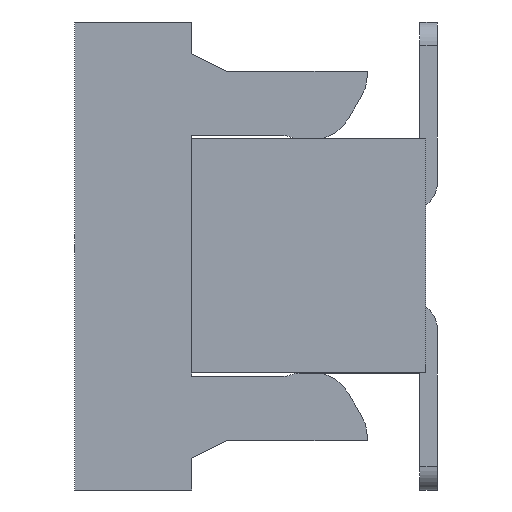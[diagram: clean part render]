
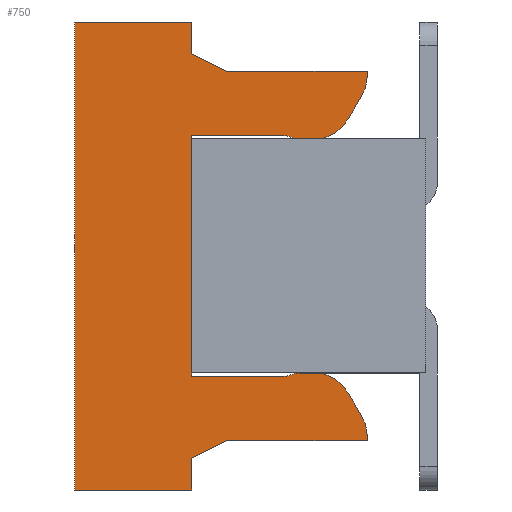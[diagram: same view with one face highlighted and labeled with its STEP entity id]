
A CAD part, left-side view. The second image highlights one B-rep face of the part: STEP entity #750.
In plain terms, the highlighted planar face has unit normal (-1, 0, 0).
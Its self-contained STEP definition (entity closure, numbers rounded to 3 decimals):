
#35=CARTESIAN_POINT('',(22.8,2.,-3.));
#36=VERTEX_POINT('',#35);
#37=CARTESIAN_POINT('',(22.8,3.,-3.));
#38=VERTEX_POINT('',#37);
#39=CARTESIAN_POINT('',(22.8,2.,-3.));
#40=DIRECTION('',(0.,1.,0.));
#41=VECTOR('',#40,1.);
#42=LINE('',#39,#41);
#43=EDGE_CURVE('',#36,#38,#42,.T.);
#83=CARTESIAN_POINT('',(22.8,2.,-2.73));
#84=VERTEX_POINT('',#83);
#91=CARTESIAN_POINT('',(22.8,2.,-2.73));
#92=DIRECTION('',(0.,0.,-1.));
#93=VECTOR('',#92,0.27);
#94=LINE('',#91,#93);
#95=EDGE_CURVE('',#84,#36,#94,.T.);
#106=CARTESIAN_POINT('',(22.8,0.5,-2.58));
#107=VERTEX_POINT('',#106);
#124=CARTESIAN_POINT('',(22.8,0.5,-2.531));
#125=VERTEX_POINT('',#124);
#132=CARTESIAN_POINT('',(22.8,0.5,-2.58));
#133=DIRECTION('',(0.,0.,1.));
#134=VECTOR('',#133,0.049);
#135=LINE('',#132,#134);
#136=EDGE_CURVE('',#107,#125,#135,.T.);
#146=CARTESIAN_POINT('',(22.8,0.5,0.531));
#147=VERTEX_POINT('',#146);
#164=CARTESIAN_POINT('',(22.8,0.5,0.58));
#165=VERTEX_POINT('',#164);
#172=CARTESIAN_POINT('',(22.8,0.5,0.531));
#173=DIRECTION('',(0.,0.,1.));
#174=VECTOR('',#173,0.049);
#175=LINE('',#172,#174);
#176=EDGE_CURVE('',#147,#165,#175,.T.);
#196=CARTESIAN_POINT('',(22.8,0.54,-2.381));
#197=VERTEX_POINT('',#196);
#204=CARTESIAN_POINT('',(22.8,0.8,-2.531));
#205=DIRECTION('',(0.,-1.,0.));
#206=DIRECTION('',(-1.,0.,0.));
#207=AXIS2_PLACEMENT_3D('',#204,#206,#205);
#208=CIRCLE('',#207,0.3);
#209=EDGE_CURVE('',#125,#197,#208,.T.);
#228=CARTESIAN_POINT('',(22.8,0.654,-2.185));
#229=VERTEX_POINT('',#228);
#236=CARTESIAN_POINT('',(22.8,0.54,-2.381));
#237=DIRECTION('',(0.,0.5,0.866));
#238=VECTOR('',#237,0.227);
#239=LINE('',#236,#238);
#240=EDGE_CURVE('',#197,#229,#239,.T.);
#252=CARTESIAN_POINT('',(22.8,1.152,-2.015));
#253=VERTEX_POINT('',#252);
#269=CARTESIAN_POINT('',(22.8,1.228,-2.03));
#270=VERTEX_POINT('',#269);
#277=CARTESIAN_POINT('',(22.8,1.228,-1.83));
#278=DIRECTION('',(0.,-0.38,-0.925));
#279=DIRECTION('',(1.,0.,0.));
#280=AXIS2_PLACEMENT_3D('',#277,#279,#278);
#281=CIRCLE('',#280,0.2);
#282=EDGE_CURVE('',#253,#270,#281,.T.);
#301=CARTESIAN_POINT('',(22.8,2.,-2.03));
#302=VERTEX_POINT('',#301);
#309=CARTESIAN_POINT('',(22.8,1.228,-2.03));
#310=DIRECTION('',(0.,1.,0.));
#311=VECTOR('',#310,0.772);
#312=LINE('',#309,#311);
#313=EDGE_CURVE('',#270,#302,#312,.T.);
#325=CARTESIAN_POINT('',(22.8,2.,0.03));
#326=VERTEX_POINT('',#325);
#341=CARTESIAN_POINT('',(22.8,1.228,0.03));
#342=VERTEX_POINT('',#341);
#349=CARTESIAN_POINT('',(22.8,2.,0.03));
#350=DIRECTION('',(0.,-1.,0.));
#351=VECTOR('',#350,0.772);
#352=LINE('',#349,#351);
#353=EDGE_CURVE('',#326,#342,#352,.T.);
#373=CARTESIAN_POINT('',(22.8,1.152,0.015));
#374=VERTEX_POINT('',#373);
#381=CARTESIAN_POINT('',(22.8,1.228,-0.17));
#382=DIRECTION('',(0.,0.,1.));
#383=DIRECTION('',(1.,0.,0.));
#384=AXIS2_PLACEMENT_3D('',#381,#383,#382);
#385=CIRCLE('',#384,0.2);
#386=EDGE_CURVE('',#342,#374,#385,.T.);
#398=CARTESIAN_POINT('',(22.8,0.654,0.185));
#399=VERTEX_POINT('',#398);
#414=CARTESIAN_POINT('',(22.8,0.54,0.381));
#415=VERTEX_POINT('',#414);
#422=CARTESIAN_POINT('',(22.8,0.654,0.185));
#423=DIRECTION('',(0.,-0.5,0.866));
#424=VECTOR('',#423,0.227);
#425=LINE('',#422,#424);
#426=EDGE_CURVE('',#399,#415,#425,.T.);
#445=CARTESIAN_POINT('',(22.8,0.8,0.531));
#446=DIRECTION('',(0.,-0.866,-0.5));
#447=DIRECTION('',(-1.,0.,0.));
#448=AXIS2_PLACEMENT_3D('',#445,#447,#446);
#449=CIRCLE('',#448,0.3);
#450=EDGE_CURVE('',#415,#147,#449,.T.);
#469=CARTESIAN_POINT('',(22.8,1.7,0.58));
#470=VERTEX_POINT('',#469);
#477=CARTESIAN_POINT('',(22.8,0.5,0.58));
#478=DIRECTION('',(0.,1.,0.));
#479=VECTOR('',#478,1.2);
#480=LINE('',#477,#479);
#481=EDGE_CURVE('',#165,#470,#480,.T.);
#500=CARTESIAN_POINT('',(22.8,2.,0.73));
#501=VERTEX_POINT('',#500);
#508=CARTESIAN_POINT('',(22.8,1.7,0.58));
#509=DIRECTION('',(0.,0.894,0.447));
#510=VECTOR('',#509,0.335);
#511=LINE('',#508,#510);
#512=EDGE_CURVE('',#470,#501,#511,.T.);
#522=CARTESIAN_POINT('',(22.8,2.,1.));
#523=VERTEX_POINT('',#522);
#524=CARTESIAN_POINT('',(22.8,2.,0.73));
#525=DIRECTION('',(0.,0.,1.));
#526=VECTOR('',#525,0.27);
#527=LINE('',#524,#526);
#528=EDGE_CURVE('',#501,#523,#527,.T.);
#562=CARTESIAN_POINT('',(22.8,3.,1.));
#563=VERTEX_POINT('',#562);
#570=CARTESIAN_POINT('',(22.8,2.,1.));
#571=DIRECTION('',(0.,1.,0.));
#572=VECTOR('',#571,1.);
#573=LINE('',#570,#572);
#574=EDGE_CURVE('',#523,#563,#573,.T.);
#584=CARTESIAN_POINT('',(22.8,3.,1.));
#585=DIRECTION('',(0.,0.,-1.));
#586=VECTOR('',#585,4.);
#587=LINE('',#584,#586);
#588=EDGE_CURVE('',#563,#38,#587,.T.);
#615=CARTESIAN_POINT('',(22.8,1.7,-2.58));
#616=VERTEX_POINT('',#615);
#623=CARTESIAN_POINT('',(22.8,2.,-2.73));
#624=DIRECTION('',(0.,-0.894,0.447));
#625=VECTOR('',#624,0.335);
#626=LINE('',#623,#625);
#627=EDGE_CURVE('',#84,#616,#626,.T.);
#645=CARTESIAN_POINT('',(22.8,1.7,-2.58));
#646=DIRECTION('',(0.,-1.,0.));
#647=VECTOR('',#646,1.2);
#648=LINE('',#645,#647);
#649=EDGE_CURVE('',#616,#107,#648,.T.);
#654=CARTESIAN_POINT('',(22.8,3.,-3.));
#655=DIRECTION('',(0.,-1.,0.));
#656=DIRECTION('',(-1.,0.,0.));
#657=AXIS2_PLACEMENT_3D('',#654,#656,#655);
#658=PLANE('',#657);
#659=ORIENTED_EDGE('',*,*,#209,.T.);
#660=ORIENTED_EDGE('',*,*,#240,.T.);
#661=CARTESIAN_POINT('',(22.8,0.891,-2.));
#662=VERTEX_POINT('',#661);
#663=CARTESIAN_POINT('',(22.8,1.,-2.385));
#664=DIRECTION('',(0.,-0.866,0.5));
#665=DIRECTION('',(-1.,0.,0.));
#666=AXIS2_PLACEMENT_3D('',#663,#665,#664);
#667=CIRCLE('',#666,0.4);
#668=EDGE_CURVE('',#229,#662,#667,.T.);
#669=ORIENTED_EDGE('',*,*,#668,.T.);
#670=CARTESIAN_POINT('',(22.8,1.109,-2.));
#671=VERTEX_POINT('',#670);
#672=CARTESIAN_POINT('',(22.8,1.109,-2.));
#673=DIRECTION('',(0.,-1.,0.));
#674=VECTOR('',#673,0.217);
#675=LINE('',#672,#674);
#676=EDGE_CURVE('',#671,#662,#675,.T.);
#677=ORIENTED_EDGE('',*,*,#676,.F.);
#678=CARTESIAN_POINT('',(22.8,1.,-2.385));
#679=DIRECTION('',(0.,0.271,0.963));
#680=DIRECTION('',(-1.,0.,0.));
#681=AXIS2_PLACEMENT_3D('',#678,#680,#679);
#682=CIRCLE('',#681,0.4);
#683=EDGE_CURVE('',#671,#253,#682,.T.);
#684=ORIENTED_EDGE('',*,*,#683,.T.);
#685=ORIENTED_EDGE('',*,*,#282,.T.);
#686=ORIENTED_EDGE('',*,*,#313,.T.);
#687=CARTESIAN_POINT('',(22.8,2.,-2.));
#688=VERTEX_POINT('',#687);
#689=CARTESIAN_POINT('',(22.8,2.,-2.03));
#690=DIRECTION('',(0.,0.,1.));
#691=VECTOR('',#690,0.03);
#692=LINE('',#689,#691);
#693=EDGE_CURVE('',#302,#688,#692,.T.);
#694=ORIENTED_EDGE('',*,*,#693,.T.);
#695=CARTESIAN_POINT('',(22.8,2.,0.));
#696=VERTEX_POINT('',#695);
#697=CARTESIAN_POINT('',(22.8,2.,-2.));
#698=DIRECTION('',(0.,0.,1.));
#699=VECTOR('',#698,2.);
#700=LINE('',#697,#699);
#701=EDGE_CURVE('',#688,#696,#700,.T.);
#702=ORIENTED_EDGE('',*,*,#701,.T.);
#703=CARTESIAN_POINT('',(22.8,2.,0.));
#704=DIRECTION('',(0.,0.,1.));
#705=VECTOR('',#704,0.03);
#706=LINE('',#703,#705);
#707=EDGE_CURVE('',#696,#326,#706,.T.);
#708=ORIENTED_EDGE('',*,*,#707,.T.);
#709=ORIENTED_EDGE('',*,*,#353,.T.);
#710=ORIENTED_EDGE('',*,*,#386,.T.);
#711=CARTESIAN_POINT('',(22.8,1.109,0.));
#712=VERTEX_POINT('',#711);
#713=CARTESIAN_POINT('',(22.8,1.,0.385));
#714=DIRECTION('',(0.,0.38,-0.925));
#715=DIRECTION('',(-1.,0.,0.));
#716=AXIS2_PLACEMENT_3D('',#713,#715,#714);
#717=CIRCLE('',#716,0.4);
#718=EDGE_CURVE('',#374,#712,#717,.T.);
#719=ORIENTED_EDGE('',*,*,#718,.T.);
#720=CARTESIAN_POINT('',(22.8,0.891,0.));
#721=VERTEX_POINT('',#720);
#722=CARTESIAN_POINT('',(22.8,0.891,0.));
#723=DIRECTION('',(0.,1.,0.));
#724=VECTOR('',#723,0.217);
#725=LINE('',#722,#724);
#726=EDGE_CURVE('',#721,#712,#725,.T.);
#727=ORIENTED_EDGE('',*,*,#726,.F.);
#728=CARTESIAN_POINT('',(22.8,1.,0.385));
#729=DIRECTION('',(0.,-0.271,-0.962));
#730=DIRECTION('',(-1.,0.,0.));
#731=AXIS2_PLACEMENT_3D('',#728,#730,#729);
#732=CIRCLE('',#731,0.4);
#733=EDGE_CURVE('',#721,#399,#732,.T.);
#734=ORIENTED_EDGE('',*,*,#733,.T.);
#735=ORIENTED_EDGE('',*,*,#426,.T.);
#736=ORIENTED_EDGE('',*,*,#450,.T.);
#737=ORIENTED_EDGE('',*,*,#176,.T.);
#738=ORIENTED_EDGE('',*,*,#481,.T.);
#739=ORIENTED_EDGE('',*,*,#512,.T.);
#740=ORIENTED_EDGE('',*,*,#528,.T.);
#741=ORIENTED_EDGE('',*,*,#574,.T.);
#742=ORIENTED_EDGE('',*,*,#588,.T.);
#743=ORIENTED_EDGE('',*,*,#43,.F.);
#744=ORIENTED_EDGE('',*,*,#95,.F.);
#745=ORIENTED_EDGE('',*,*,#627,.T.);
#746=ORIENTED_EDGE('',*,*,#649,.T.);
#747=ORIENTED_EDGE('',*,*,#136,.T.);
#748=EDGE_LOOP('',(#659,#660,#669,#677,#684,#685,#686,#694,#702,#708,#709,#710,#719,#727,#734,#735,#736,#737,#738,#739,#740,#741,#742,#743,#744,#745,#746,#747));
#749=FACE_OUTER_BOUND('',#748,.T.);
#750=ADVANCED_FACE('',(#749),#658,.T.);
